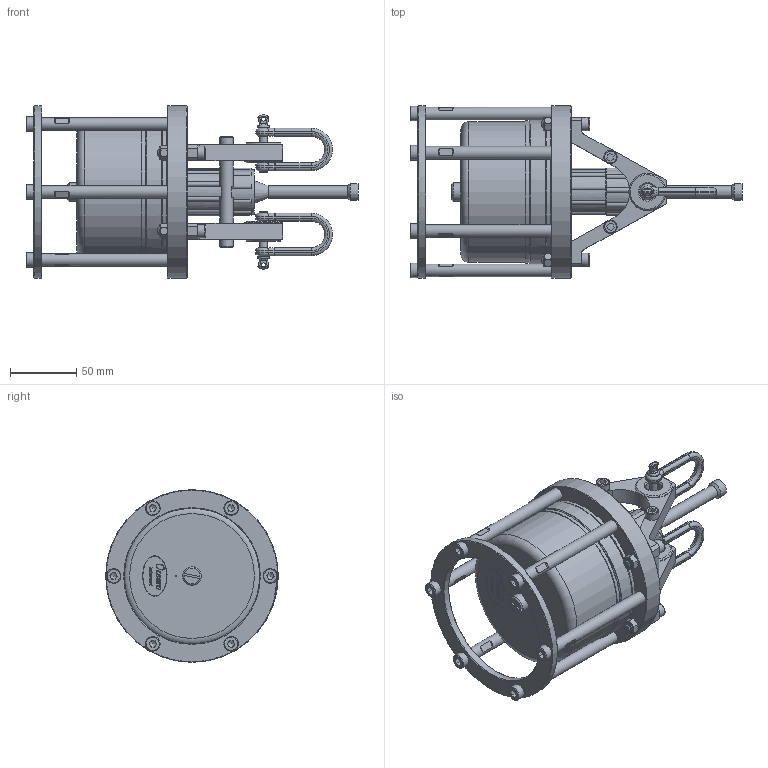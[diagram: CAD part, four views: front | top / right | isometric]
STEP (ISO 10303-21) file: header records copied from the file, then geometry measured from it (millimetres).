
FILE_DESCRIPTION (( 'STEP AP214' ), '1' );
FILE_NAME ('PAA01047-B.STEP', '2021-11-03T08:03:38', ( '' ), ( '' ), 'SwSTEP 2.0', 'SolidWorks 2018', '' );
FILE_SCHEMA (( 'AUTOMOTIVE_DESIGN' ));
Length unit declared in the file: millimetre
Products named in the file (2): PAA01047-B
Bounding box: 250.1 x 130 x 130 mm (x, y, z)
Volume: 948627.7 mm3; surface area: 159563.2 mm2
Topology: 5 solids, 33 shells, 1118 faces, 2776 edges, 1787 vertices
Faces by surface type: plane 571, bspline 209, cylinder 202, cone 77, torus 51, sphere 8
Full cylindrical faces by diameter (mm): 2.8 x4, 3 x2, 3.2 x1, 4.8 x7, 4.9 x3, 6 x18, 6.5 x16, 7.3 x1, 9 x2, 9.4 x1, 9.5 x6, 10 x10, 11 x6, 12 x5, 12.8 x1, 14 x1, 18 x2, 25 x1, 25.4 x4, 28 x4, 28.9 x1, 29 x2, 29.7 x1, 33.4 x2, 102 x1, 104 x1, 106 x4, 107 x1, 107.4 x1, 108.4 x1
Entity records: 51457 total; most frequent: CARTESIAN_POINT 15162, ORIENTED_EDGE 4916, DIRECTION 4399, EDGE_CURVE 2458, VERTEX_POINT 1671, AXIS2_PLACEMENT_3D 1576, EDGE_LOOP 1463, VECTOR 1247
